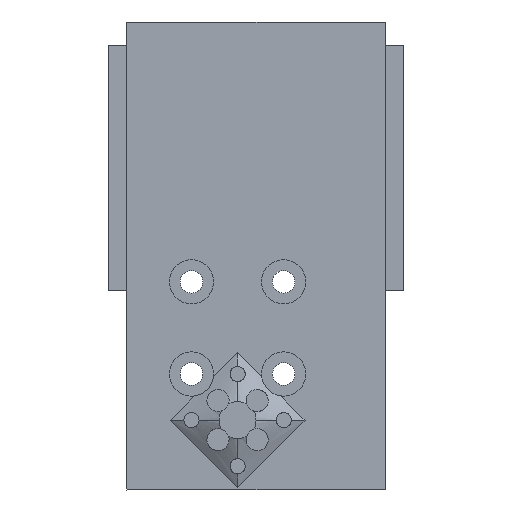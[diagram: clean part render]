
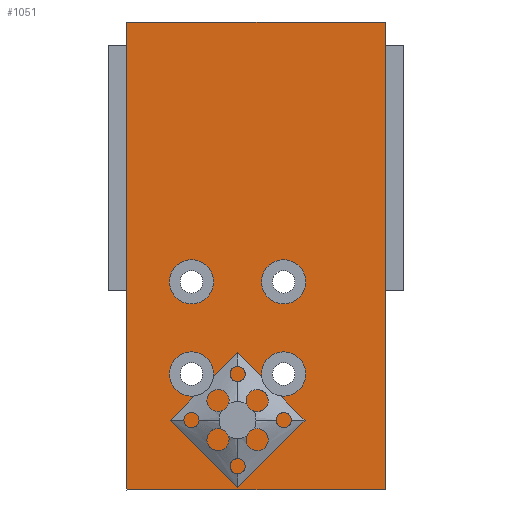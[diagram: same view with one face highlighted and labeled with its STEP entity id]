
A CAD part, front view. The second image highlights one B-rep face of the part: STEP entity #1051.
In plain terms, the highlighted planar face has unit normal (0, -1, 0).
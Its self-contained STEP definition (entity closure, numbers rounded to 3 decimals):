
#71=FACE_BOUND('',#196,.T.);
#72=FACE_BOUND('',#197,.T.);
#73=FACE_BOUND('',#198,.T.);
#74=FACE_BOUND('',#199,.T.);
#101=PLANE('',#1159);
#133=FACE_OUTER_BOUND('',#195,.T.);
#195=EDGE_LOOP('',(#785,#786,#787,#788));
#196=EDGE_LOOP('',(#789));
#197=EDGE_LOOP('',(#790));
#198=EDGE_LOOP('',(#791));
#199=EDGE_LOOP('',(#792));
#274=LINE('',#1607,#362);
#278=LINE('',#1628,#366);
#279=LINE('',#1630,#367);
#280=LINE('',#1631,#368);
#362=VECTOR('',#1308,10.);
#366=VECTOR('',#1336,10.);
#367=VECTOR('',#1337,10.);
#368=VECTOR('',#1338,10.);
#419=CIRCLE('',#1124,6.);
#421=CIRCLE('',#1127,6.);
#423=CIRCLE('',#1130,6.);
#425=CIRCLE('',#1133,6.);
#461=VERTEX_POINT('',#1518);
#463=VERTEX_POINT('',#1524);
#465=VERTEX_POINT('',#1530);
#467=VERTEX_POINT('',#1536);
#493=VERTEX_POINT('',#1603);
#494=VERTEX_POINT('',#1605);
#499=VERTEX_POINT('',#1627);
#500=VERTEX_POINT('',#1629);
#559=EDGE_CURVE('',#461,#461,#419,.T.);
#562=EDGE_CURVE('',#463,#463,#421,.T.);
#565=EDGE_CURVE('',#465,#465,#423,.T.);
#568=EDGE_CURVE('',#467,#467,#425,.T.);
#602=EDGE_CURVE('',#494,#493,#274,.T.);
#610=EDGE_CURVE('',#499,#494,#278,.T.);
#611=EDGE_CURVE('',#499,#500,#279,.T.);
#612=EDGE_CURVE('',#500,#493,#280,.T.);
#785=ORIENTED_EDGE('',*,*,#610,.F.);
#786=ORIENTED_EDGE('',*,*,#611,.T.);
#787=ORIENTED_EDGE('',*,*,#612,.T.);
#788=ORIENTED_EDGE('',*,*,#602,.F.);
#789=ORIENTED_EDGE('',*,*,#559,.T.);
#790=ORIENTED_EDGE('',*,*,#562,.T.);
#791=ORIENTED_EDGE('',*,*,#565,.T.);
#792=ORIENTED_EDGE('',*,*,#568,.T.);
#1051=ADVANCED_FACE('',(#133,#71,#72,#73,#74),#101,.F.);
#1124=AXIS2_PLACEMENT_3D('',#1519,#1229,#1230);
#1127=AXIS2_PLACEMENT_3D('',#1525,#1236,#1237);
#1130=AXIS2_PLACEMENT_3D('',#1531,#1243,#1244);
#1133=AXIS2_PLACEMENT_3D('',#1537,#1250,#1251);
#1159=AXIS2_PLACEMENT_3D('',#1626,#1334,#1335);
#1229=DIRECTION('center_axis',(0.,1.,0.));
#1230=DIRECTION('ref_axis',(1.,0.,0.));
#1236=DIRECTION('center_axis',(0.,1.,0.));
#1237=DIRECTION('ref_axis',(1.,0.,0.));
#1243=DIRECTION('center_axis',(0.,1.,0.));
#1244=DIRECTION('ref_axis',(1.,0.,0.));
#1250=DIRECTION('center_axis',(0.,1.,0.));
#1251=DIRECTION('ref_axis',(1.,0.,0.));
#1308=DIRECTION('',(1.,0.,0.));
#1334=DIRECTION('center_axis',(0.,1.,0.));
#1335=DIRECTION('ref_axis',(0.,0.,
1.));
#1336=DIRECTION('',(0.,0.,1.));
#1337=DIRECTION('',(1.,0.,0.));
#1338=DIRECTION('',(0.,0.,1.));
#1518=CARTESIAN_POINT('',(8.701,-75.31,-41.454));
#1519=CARTESIAN_POINT('Origin',(14.701,-75.31,-41.454));
#1524=CARTESIAN_POINT('',(8.701,-75.31,-66.454));
#1525=CARTESIAN_POINT('Origin',(14.701,-75.31,-66.454));
#1530=CARTESIAN_POINT('',(-16.299,-75.31,-41.454));
#1531=CARTESIAN_POINT('Origin',(-10.299,-75.31,-41.454));
#1536=CARTESIAN_POINT('',(-16.299,-75.31,-66.454));
#1537=CARTESIAN_POINT('Origin',(-10.299,-75.31,-66.454));
#1603=CARTESIAN_POINT('',(42.201,-75.31,28.996));
#1605=CARTESIAN_POINT('',(-27.799,-75.31,28.996));
#1607=CARTESIAN_POINT('',(2.201,-75.31,28.996));
#1626=CARTESIAN_POINT('Origin',(2.201,-75.31,-53.954));
#1627=CARTESIAN_POINT('',(-27.799,-75.31,-97.904));
#1628=CARTESIAN_POINT('',(-27.799,-75.31,-25.004));
#1629=CARTESIAN_POINT('',(42.201,-75.31,-97.904));
#1630=CARTESIAN_POINT('',(34.701,-75.31,-97.904));
#1631=CARTESIAN_POINT('',(42.201,-75.31,-53.954));
